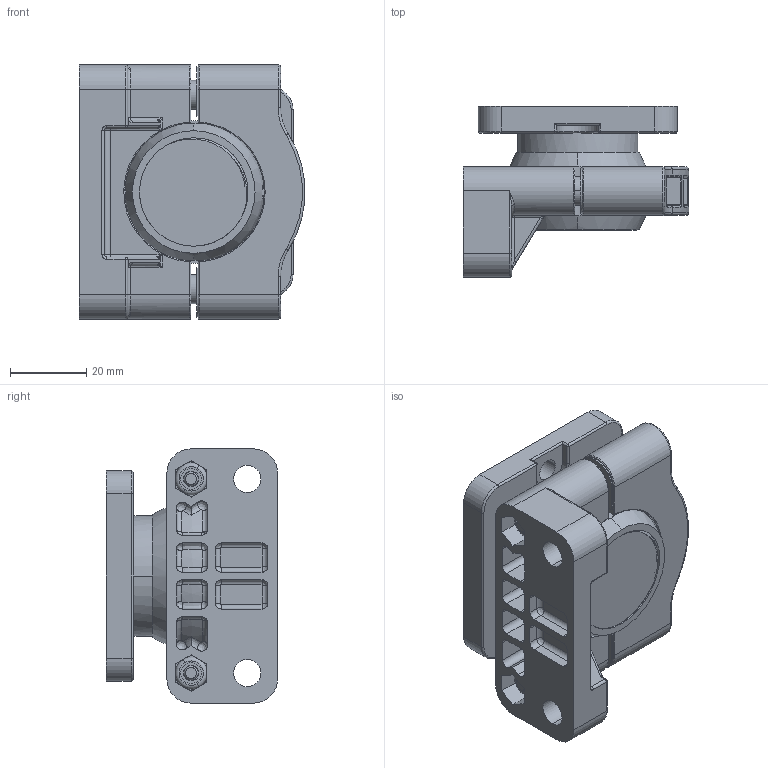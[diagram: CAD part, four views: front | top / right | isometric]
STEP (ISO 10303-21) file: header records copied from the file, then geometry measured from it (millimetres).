
FILE_DESCRIPTION((''),'2;1');
FILE_NAME('156642_SW','2011-04-06T',('banengservice'),('BANNER ENGINEERING'),'PRO/ENGINEER BY PARAMETRIC TECHNOLOGY CORPORATION, 2009141','PRO/ENGINEER BY PARAMETRIC TECHNOLOGY CORPORATION, 2009141','');
FILE_SCHEMA(('CONFIG_CONTROL_DESIGN'));
Length unit declared in the file: inch
Products named in the file (1): 156642_SW
Bounding box: 59.05 x 44.77 x 66.55 mm (x, y, z)
Volume: 70472.6 mm3; surface area: 32650.6 mm2
Topology: 2 solids, 2 shells, 977 faces, 2557 edges, 1609 vertices
Faces by surface type: cylinder 384, plane 333, torus 101, bspline 88, sphere 57, cone 12, extrusion 2
Entity records: 42013 total; most frequent: CARTESIAN_POINT 18260, ORIENTED_EDGE 5110, DIRECTION 4878, EDGE_CURVE 2555, AXIS2_PLACEMENT_3D 1859, VERTEX_POINT 1609, VECTOR 1160, LINE 1158
